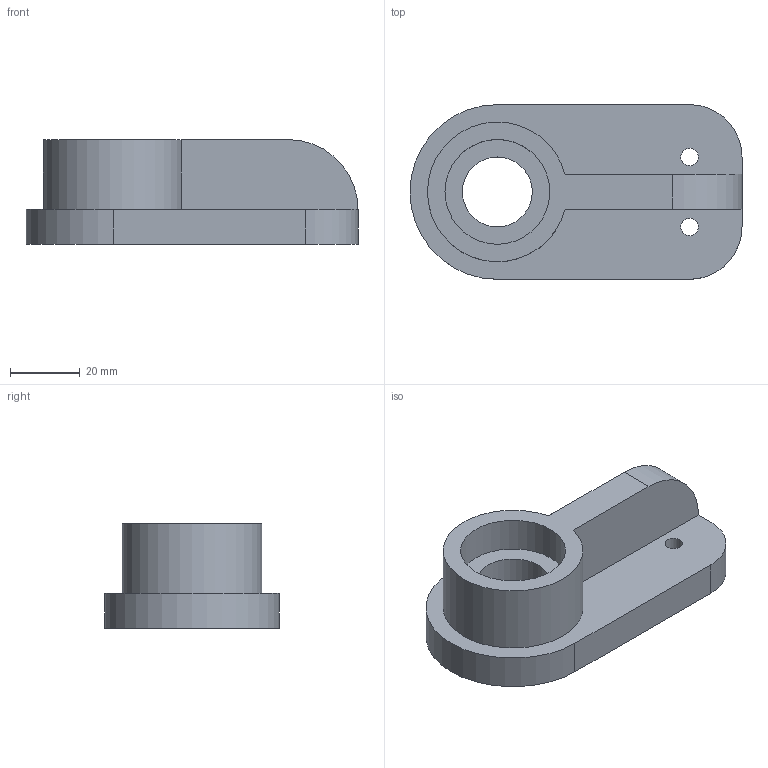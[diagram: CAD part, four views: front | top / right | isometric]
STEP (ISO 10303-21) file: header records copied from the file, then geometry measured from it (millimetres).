
FILE_DESCRIPTION(/* description */ (''),/* implementation_level */ '2;1');
FILE_NAME(/* name */ 'Exercise - 50 v0.step',/* time_stamp */ '2025-10-08T13:32:06+05:30',/* author */ (''),/* organization */ (''),/* preprocessor_version */ 'ST-DEVELOPER v20.1',/* originating_system */ 'Autodesk Translation Framework v14.17.0.0',/* authorisation */ '');
FILE_SCHEMA (('AUTOMOTIVE_DESIGN { 1 0 10303 214 3 1 1 }'));
Length unit declared in the file: millimetre
Products named in the file (1): Exercise - 50
Bounding box: 95 x 50 x 30 mm (x, y, z)
Volume: 64423.7 mm3; surface area: 17412.4 mm2
Topology: 1 solids, 1 shells, 18 faces, 43 edges, 28 vertices
Faces by surface type: cylinder 9, plane 9
Full cylindrical faces by diameter (mm): 5 x2, 20 x1, 30 x1
Entity records: 622 total; most frequent: DIRECTION 99, CARTESIAN_POINT 90, ORIENTED_EDGE 86, EDGE_CURVE 43, AXIS2_PLACEMENT_3D 37, VERTEX_POINT 28, EDGE_LOOP 25, LINE 25
